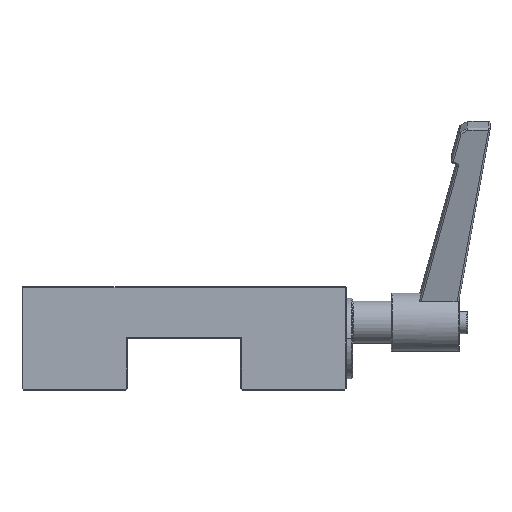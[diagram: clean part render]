
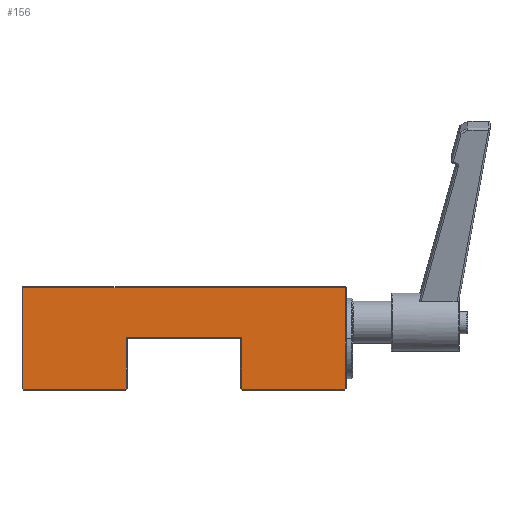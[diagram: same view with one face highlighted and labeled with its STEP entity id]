
A CAD part, top view. The second image highlights one B-rep face of the part: STEP entity #156.
In plain terms, the highlighted planar face has unit normal (0, 0, 1).
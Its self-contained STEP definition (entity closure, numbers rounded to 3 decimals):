
#29 = DIRECTION ( 'NONE',  ( 1., 0., 0. ) ) ;
#87 = CARTESIAN_POINT ( 'NONE',  ( -40.538, -40.538, 19. ) ) ;
#97 = LINE ( 'NONE', #4734, #2022 ) ;
#128 = VERTEX_POINT ( 'NONE', #794 ) ;
#156 = ADVANCED_FACE ( 'NONE', ( #1098 ), #3798, .T. ) ;
#205 = ORIENTED_EDGE ( 'NONE', *, *, #4660, .T. ) ;
#239 = LINE ( 'NONE', #2619, #2861 ) ;
#273 = LINE ( 'NONE', #1917, #3597 ) ;
#309 = VERTEX_POINT ( 'NONE', #576 ) ;
#335 = CARTESIAN_POINT ( 'NONE',  ( 49.376, -31.7, 19. ) ) ;
#385 = VECTOR ( 'NONE', #2179, 1000. ) ;
#427 = ORIENTED_EDGE ( 'NONE', *, *, #605, .T. ) ;
#493 = ORIENTED_EDGE ( 'NONE', *, *, #3715, .T. ) ;
#576 = CARTESIAN_POINT ( 'NONE',  ( -49.376, -31.7, 19. ) ) ;
#579 = CARTESIAN_POINT ( 'NONE',  ( 49.7, 0., 19. ) ) ;
#590 = EDGE_CURVE ( 'NONE', #2747, #128, #864, .T. ) ;
#605 = EDGE_CURVE ( 'NONE', #2565, #2266, #97, .T. ) ;
#618 = VERTEX_POINT ( 'NONE', #4778 ) ;
#794 = CARTESIAN_POINT ( 'NONE',  ( 49.7, -31.376, 19. ) ) ;
#800 = DIRECTION ( 'NONE',  ( 0., -1., 0. ) ) ;
#817 = LINE ( 'NONE', #1927, #2637 ) ;
#841 = DIRECTION ( 'NONE',  ( 1., 0., 0. ) ) ;
#864 = LINE ( 'NONE', #2039, #1205 ) ;
#1012 = LINE ( 'NONE', #2549, #385 ) ;
#1021 = CARTESIAN_POINT ( 'NONE',  ( -50., -0.3, 19. ) ) ;
#1070 = CARTESIAN_POINT ( 'NONE',  ( 49.7, -0.3, 19. ) ) ;
#1098 = FACE_OUTER_BOUND ( 'NONE', #1586, .T. ) ;
#1130 = DIRECTION ( 'NONE',  ( 0., 0., 1. ) ) ;
#1205 = VECTOR ( 'NONE', #2475, 1000. ) ;
#1240 = VECTOR ( 'NONE', #2136, 1000. ) ;
#1252 = DIRECTION ( 'NONE',  ( 0.707, -0.707, 0. ) ) ;
#1534 = VERTEX_POINT ( 'NONE', #3391 ) ;
#1559 = ORIENTED_EDGE ( 'NONE', *, *, #1587, .T. ) ;
#1586 = EDGE_LOOP ( 'NONE', ( #4166, #205, #493, #3315, #2795, #1559, #2104, #2356, #4443, #427, #3781, #2012 ) ) ;
#1587 = EDGE_CURVE ( 'NONE', #3800, #4325, #2920, .T. ) ;
#1675 = LINE ( 'NONE', #3495, #2797 ) ;
#1769 = DIRECTION ( 'NONE',  ( -1., 0., 0. ) ) ;
#1801 = EDGE_CURVE ( 'NONE', #4325, #4206, #1012, .T. ) ;
#1917 = CARTESIAN_POINT ( 'NONE',  ( -18., -31.7, 19. ) ) ;
#1927 = CARTESIAN_POINT ( 'NONE',  ( 17.5, -15.7, 19. ) ) ;
#2012 = ORIENTED_EDGE ( 'NONE', *, *, #2015, .T. ) ;
#2015 = EDGE_CURVE ( 'NONE', #618, #2891, #817, .T. ) ;
#2022 = VECTOR ( 'NONE', #4363, 1000. ) ;
#2031 = LINE ( 'NONE', #87, #2932 ) ;
#2039 = CARTESIAN_POINT ( 'NONE',  ( 40.538, -40.538, 19. ) ) ;
#2104 = ORIENTED_EDGE ( 'NONE', *, *, #1801, .T. ) ;
#2136 = DIRECTION ( 'NONE',  ( 0., 1., 0. ) ) ;
#2179 = DIRECTION ( 'NONE',  ( 0., -1., 0. ) ) ;
#2266 = VERTEX_POINT ( 'NONE', #3841 ) ;
#2356 = ORIENTED_EDGE ( 'NONE', *, *, #2500, .T. ) ;
#2475 = DIRECTION ( 'NONE',  ( 0.707, 0.707, 0. ) ) ;
#2500 = EDGE_CURVE ( 'NONE', #4206, #309, #2031, .T. ) ;
#2534 = DIRECTION ( 'NONE',  ( 0., 1., 0. ) ) ;
#2549 = CARTESIAN_POINT ( 'NONE',  ( -49.7, -31.5, 19. ) ) ;
#2565 = VERTEX_POINT ( 'NONE', #4398 ) ;
#2575 = CARTESIAN_POINT ( 'NONE',  ( 17.8, -15.7, 19. ) ) ;
#2599 = EDGE_CURVE ( 'NONE', #2266, #618, #3341, .T. ) ;
#2616 = VECTOR ( 'NONE', #2534, 1000. ) ;
#2619 = CARTESIAN_POINT ( 'NONE',  ( 0., -31.7, 19. ) ) ;
#2637 = VECTOR ( 'NONE', #29, 1000. ) ;
#2672 = VECTOR ( 'NONE', #800, 1000. ) ;
#2721 = VECTOR ( 'NONE', #1769, 1000. ) ;
#2747 = VERTEX_POINT ( 'NONE', #335 ) ;
#2787 = CARTESIAN_POINT ( 'NONE',  ( -49.7, -31.376, 19. ) ) ;
#2795 = ORIENTED_EDGE ( 'NONE', *, *, #4159, .T. ) ;
#2797 = VECTOR ( 'NONE', #1252, 1000. ) ;
#2861 = VECTOR ( 'NONE', #4173, 1000. ) ;
#2891 = VERTEX_POINT ( 'NONE', #2575 ) ;
#2920 = LINE ( 'NONE', #1021, #2721 ) ;
#2932 = VECTOR ( 'NONE', #3647, 1000. ) ;
#3027 = CARTESIAN_POINT ( 'NONE',  ( 0., 0., 19. ) ) ;
#3315 = ORIENTED_EDGE ( 'NONE', *, *, #590, .T. ) ;
#3341 = LINE ( 'NONE', #3372, #2616 ) ;
#3372 = CARTESIAN_POINT ( 'NONE',  ( -17.8, -16., 19. ) ) ;
#3391 = CARTESIAN_POINT ( 'NONE',  ( 17.8, -31.376, 19. ) ) ;
#3495 = CARTESIAN_POINT ( 'NONE',  ( -6.788, -6.788, 19. ) ) ;
#3597 = VECTOR ( 'NONE', #4180, 1000. ) ;
#3602 = CARTESIAN_POINT ( 'NONE',  ( -49.7, -0.3, 19. ) ) ;
#3647 = DIRECTION ( 'NONE',  ( 0.707, -0.707, 0. ) ) ;
#3715 = EDGE_CURVE ( 'NONE', #4296, #2747, #239, .T. ) ;
#3749 = EDGE_CURVE ( 'NONE', #309, #2565, #273, .T. ) ;
#3781 = ORIENTED_EDGE ( 'NONE', *, *, #2599, .T. ) ;
#3798 = PLANE ( 'NONE',  #4182 ) ;
#3800 = VERTEX_POINT ( 'NONE', #1070 ) ;
#3841 = CARTESIAN_POINT ( 'NONE',  ( -17.8, -31.376, 19. ) ) ;
#3860 = LINE ( 'NONE', #4649, #2672 ) ;
#4048 = EDGE_CURVE ( 'NONE', #2891, #1534, #3860, .T. ) ;
#4159 = EDGE_CURVE ( 'NONE', #128, #3800, #4805, .T. ) ;
#4166 = ORIENTED_EDGE ( 'NONE', *, *, #4048, .T. ) ;
#4173 = DIRECTION ( 'NONE',  ( 1., 0., 0. ) ) ;
#4180 = DIRECTION ( 'NONE',  ( 1., 0., 0. ) ) ;
#4182 = AXIS2_PLACEMENT_3D ( 'NONE', #3027, #1130, #841 ) ;
#4206 = VERTEX_POINT ( 'NONE', #2787 ) ;
#4296 = VERTEX_POINT ( 'NONE', #4678 ) ;
#4325 = VERTEX_POINT ( 'NONE', #3602 ) ;
#4363 = DIRECTION ( 'NONE',  ( 0.707, 0.707, 0. ) ) ;
#4398 = CARTESIAN_POINT ( 'NONE',  ( -18.124, -31.7, 19. ) ) ;
#4443 = ORIENTED_EDGE ( 'NONE', *, *, #3749, .T. ) ;
#4649 = CARTESIAN_POINT ( 'NONE',  ( 17.8, 0., 19. ) ) ;
#4660 = EDGE_CURVE ( 'NONE', #1534, #4296, #1675, .T. ) ;
#4678 = CARTESIAN_POINT ( 'NONE',  ( 18.124, -31.7, 19. ) ) ;
#4734 = CARTESIAN_POINT ( 'NONE',  ( 6.788, -6.788, 19. ) ) ;
#4778 = CARTESIAN_POINT ( 'NONE',  ( -17.8, -15.7, 19. ) ) ;
#4805 = LINE ( 'NONE', #579, #1240 ) ;
